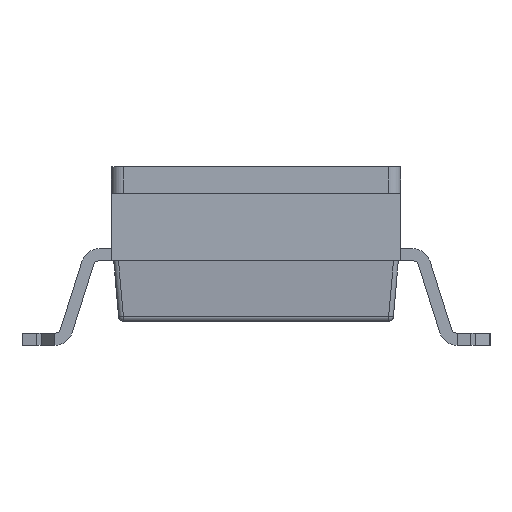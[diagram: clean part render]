
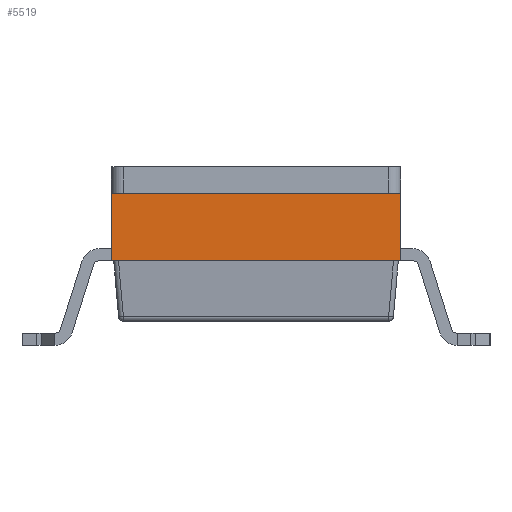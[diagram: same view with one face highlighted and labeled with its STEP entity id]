
A CAD part, left-side view. The second image highlights one B-rep face of the part: STEP entity #5519.
In plain terms, the highlighted planar face has unit normal (-1, 0, 0).
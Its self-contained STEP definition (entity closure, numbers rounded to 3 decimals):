
#5519=ADVANCED_FACE('',(#7827),#7828,.T.);
#7827=FACE_OUTER_BOUND('',#9215,.T.);
#7828=PLANE('',#9216);
#9215=EDGE_LOOP('',(#17691,#17692,#17693,#17694));
#9216=AXIS2_PLACEMENT_3D('',#17695,#17696,#17697);
#17691=ORIENTED_EDGE('',*,*,#21201,.F.);
#17692=ORIENTED_EDGE('',*,*,#20580,.F.);
#17693=ORIENTED_EDGE('',*,*,#20629,.T.);
#17694=ORIENTED_EDGE('',*,*,#20571,.T.);
#17695=CARTESIAN_POINT('',(-10.38,3.0,-1.4));
#17696=DIRECTION('',(-1.0,0.0,0.0));
#17697=DIRECTION('',(0.0,0.0,1.0));
#20571=EDGE_CURVE('',#22320,#22416,#22418,.T.);
#20580=EDGE_CURVE('',#22430,#22432,#22433,.T.);
#20629=EDGE_CURVE('',#22430,#22320,#22524,.T.);
#21201=EDGE_CURVE('',#22432,#22416,#23413,.T.);
#22320=VERTEX_POINT('',#25203);
#22416=VERTEX_POINT('',#25348);
#22418=LINE('',#25351,#25352);
#22430=VERTEX_POINT('',#25371);
#22432=VERTEX_POINT('',#25374);
#22433=LINE('',#25375,#25376);
#22524=LINE('',#25515,#25516);
#23413=LINE('',#26897,#26898);
#25203=CARTESIAN_POINT('',(-10.38,-3.0,-1.4));
#25348=CARTESIAN_POINT('',(-10.38,-3.0,0.0));
#25351=CARTESIAN_POINT('',(-10.38,-3.0,-1.4));
#25352=VECTOR('',#31527,1000.0);
#25371=CARTESIAN_POINT('',(-10.38,3.0,-1.4));
#25374=CARTESIAN_POINT('',(-10.38,3.0,0.0));
#25375=CARTESIAN_POINT('',(-10.38,3.0,-1.4));
#25376=VECTOR('',#31536,1000.0);
#25515=CARTESIAN_POINT('',(-10.38,3.0,-1.4));
#25516=VECTOR('',#31585,1000.0);
#26897=CARTESIAN_POINT('',(-10.38,3.0,0.0));
#26898=VECTOR('',#32315,1000.0);
#31527=DIRECTION('',(0.0,0.0,1.0));
#31536=DIRECTION('',(0.0,0.0,1.0));
#31585=DIRECTION('',(0.0,-1.0,0.0));
#32315=DIRECTION('',(0.0,-1.0,0.0));
